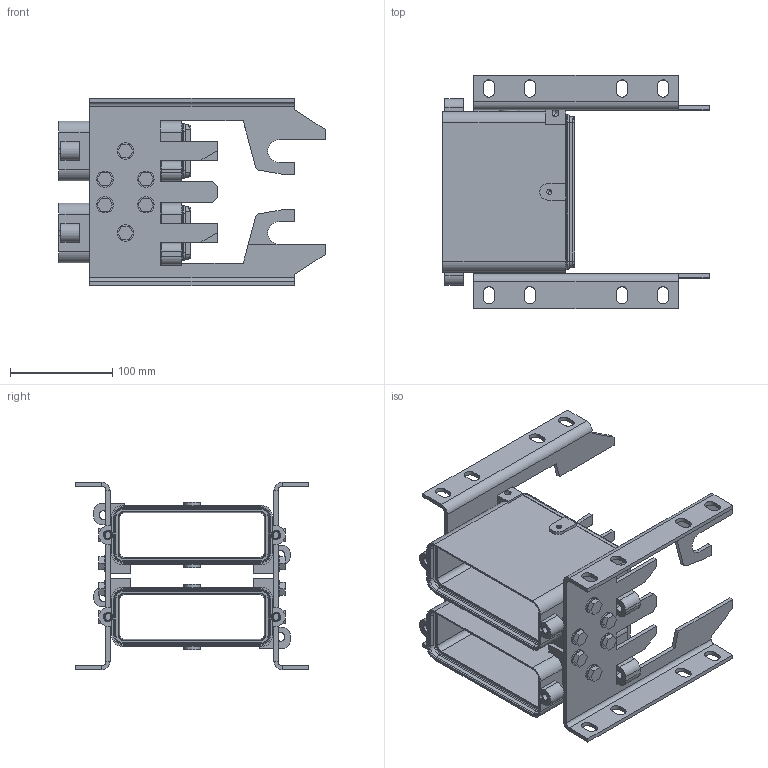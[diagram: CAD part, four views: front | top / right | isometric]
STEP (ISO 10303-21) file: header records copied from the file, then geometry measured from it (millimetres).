
FILE_DESCRIPTION(('CATIA V5 STEP Exchange','CAx-IF Rec.Pracs.--- Model Styling and Organization---1.4--- 2014-01-23'),'2;1');
FILE_NAME ('029598-2_2', '2019-08-23T07:35:48+00:00', ('none'), ('Weidmueller'), 'CATIA Version 5-6 Release 2016 SP3 HF44', 'CATIA V5 STEP AP214', 'none');
FILE_SCHEMA(('AUTOMOTIVE_DESIGN { 1 0 10303 214 1 1 1 1 }'));
Length unit declared in the file: millimetre
Products named in the file (1): 2001720000
Bounding box: 260 x 228 x 183 mm (x, y, z)
Volume: 991384.8 mm3; surface area: 426488.5 mm2
Topology: 30 solids, 30 shells, 980 faces, 2476 edges, 1566 vertices
Faces by surface type: plane 496, cylinder 312, cone 140, torus 32
Entity records: 28603 total; most frequent: CARTESIAN_POINT 5431, ORIENTED_EDGE 4880, DIRECTION 3962, EDGE_CURVE 2440, VECTOR 1590, LINE 1590, AXIS2_PLACEMENT_3D 1585, VERTEX_POINT 1566
